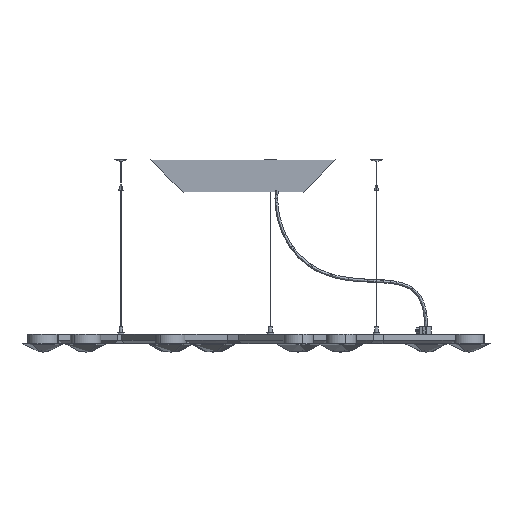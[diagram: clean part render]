
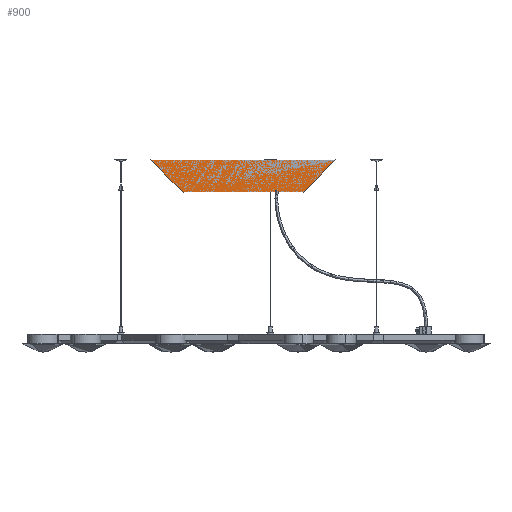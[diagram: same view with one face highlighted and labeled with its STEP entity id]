
A CAD part, left-side view. The second image highlights one B-rep face of the part: STEP entity #900.
In plain terms, the highlighted free-form (B-spline) face has degree [2, 1] with [5, 2] control points.
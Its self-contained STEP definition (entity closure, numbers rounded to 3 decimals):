
#900=ADVANCED_FACE('',(#1608),#9827,.T.);
#1608=FACE_OUTER_BOUND('',#2318,.T.);
#2318=EDGE_LOOP('',(#4743,#4744,#4745,#4746));
#4743=ORIENTED_EDGE('',*,*,#7372,.T.);
#4744=ORIENTED_EDGE('',*,*,#7367,.F.);
#4745=ORIENTED_EDGE('',*,*,#7371,.F.);
#4746=ORIENTED_EDGE('',*,*,#7369,.F.);
#7367=EDGE_CURVE('',#9069,#9070,#12018,.T.);
#7369=EDGE_CURVE('',#9071,#9072,#12020,.T.);
#7371=EDGE_CURVE('',#9072,#9069,#11161,.T.);
#7372=EDGE_CURVE('',#9071,#9070,#11162,.T.);
#9069=VERTEX_POINT('',#25415);
#9070=VERTEX_POINT('',#25416);
#9071=VERTEX_POINT('',#25417);
#9072=VERTEX_POINT('',#25418);
#9827=(
BOUNDED_SURFACE()
B_SPLINE_SURFACE(2,1,((#25395,#25396),(#25397,#25398),(#25399,#25400),(#25401,
#25402),(#25403,#25404)),.UNSPECIFIED.,.F.,.F.,.F.)
B_SPLINE_SURFACE_WITH_KNOTS((3,2,3),(2,2),(0.,213.751,427.501),
(113.844,174.948),.UNSPECIFIED.)
GEOMETRIC_REPRESENTATION_ITEM()
RATIONAL_B_SPLINE_SURFACE(((1.,1.),(0.707,0.707),
(1.,1.),(0.707,0.707),(1.,1.)))
REPRESENTATION_ITEM('')
SURFACE()
);
#11161=B_SPLINE_CURVE_WITH_KNOTS('',1,(#25371,#25372),.UNSPECIFIED.,.F.,
.F.,(2,2),(113.844,174.948),.UNSPECIFIED.);
#11162=B_SPLINE_CURVE_WITH_KNOTS('',1,(#25373,#25374),.UNSPECIFIED.,.F.,
.F.,(2,2),(113.844,174.948),.UNSPECIFIED.);
#12018=(
BOUNDED_CURVE()
B_SPLINE_CURVE(2,(#25351,#25352,#25353,#25354,#25355),.UNSPECIFIED.,.F.,
.F.)
B_SPLINE_CURVE_WITH_KNOTS((3,2,3),(388.637,582.956,777.275),
.UNSPECIFIED.)
CURVE()
GEOMETRIC_REPRESENTATION_ITEM()
RATIONAL_B_SPLINE_CURVE((1.,0.707,1.,0.707,1.))
REPRESENTATION_ITEM('')
);
#12020=(
BOUNDED_CURVE()
B_SPLINE_CURVE(2,(#25361,#25362,#25363,#25364,#25365),.UNSPECIFIED.,.F.,
.F.)
B_SPLINE_CURVE_WITH_KNOTS((3,2,3),(252.898,379.347,505.796),
.UNSPECIFIED.)
CURVE()
GEOMETRIC_REPRESENTATION_ITEM()
RATIONAL_B_SPLINE_CURVE((1.,0.707,1.,0.707,1.))
REPRESENTATION_ITEM('')
);
#25351=CARTESIAN_POINT('',(1.019,124.047,-0.1));
#25352=CARTESIAN_POINT('',(-122.681,125.389,-0.1));
#25353=CARTESIAN_POINT('',(-124.023,1.689,-0.1));
#25354=CARTESIAN_POINT('',(-125.366,-122.01,-0.1));
#25355=CARTESIAN_POINT('',(-1.666,-123.353,-0.1));
#25361=CARTESIAN_POINT('',(-1.197,-80.148,-43.307));
#25362=CARTESIAN_POINT('',(-81.692,-79.275,-43.307));
#25363=CARTESIAN_POINT('',(-80.819,1.22,-43.307));
#25364=CARTESIAN_POINT('',(-79.945,81.716,-43.307));
#25365=CARTESIAN_POINT('',(0.55,80.842,-43.307));
#25371=CARTESIAN_POINT('',(0.55,80.842,-43.307));
#25372=CARTESIAN_POINT('',(1.019,124.047,-0.1));
#25373=CARTESIAN_POINT('',(-1.197,-80.148,-43.307));
#25374=CARTESIAN_POINT('',(-1.666,-123.353,-0.1));
#25395=CARTESIAN_POINT('',(0.55,80.842,-43.307));
#25396=CARTESIAN_POINT('',(1.019,124.047,-0.1));
#25397=CARTESIAN_POINT('',(-79.945,81.716,-43.307));
#25398=CARTESIAN_POINT('',(-122.681,125.389,-0.1));
#25399=CARTESIAN_POINT('',(-80.819,1.22,-43.307));
#25400=CARTESIAN_POINT('',(-124.023,1.689,-0.1));
#25401=CARTESIAN_POINT('',(-81.692,-79.275,-43.307));
#25402=CARTESIAN_POINT('',(-125.366,-122.01,-0.1));
#25403=CARTESIAN_POINT('',(-1.197,-80.148,-43.307));
#25404=CARTESIAN_POINT('',(-1.666,-123.353,-0.1));
#25415=CARTESIAN_POINT('',(1.019,124.047,-0.1));
#25416=CARTESIAN_POINT('',(-1.666,-123.353,-0.1));
#25417=CARTESIAN_POINT('',(-1.197,-80.148,-43.307));
#25418=CARTESIAN_POINT('',(0.55,80.842,-43.307));
